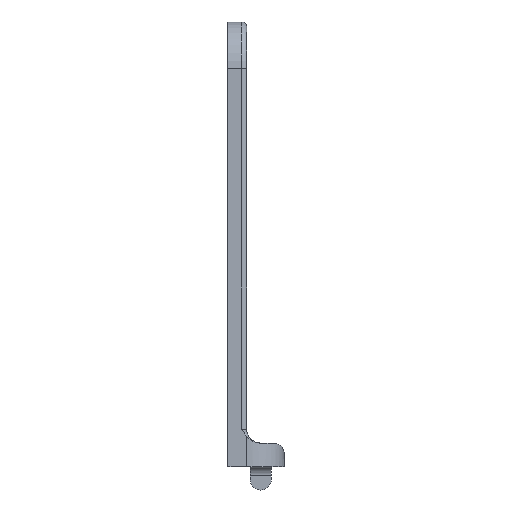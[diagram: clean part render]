
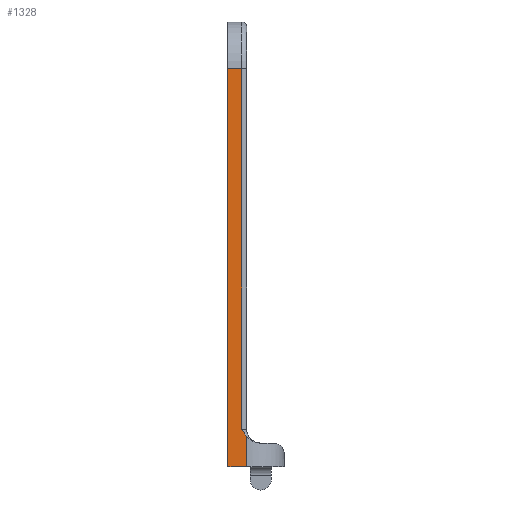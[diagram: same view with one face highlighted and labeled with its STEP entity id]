
A CAD part, left-side view. The second image highlights one B-rep face of the part: STEP entity #1328.
In plain terms, the highlighted planar face has unit normal (-1, 0, 0).
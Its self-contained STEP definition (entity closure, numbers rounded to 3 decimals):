
#35=PLANE('',#1430);
#70=LINE('',#2068,#177);
#72=LINE('',#2083,#179);
#84=LINE('',#2118,#191);
#85=LINE('',#2120,#192);
#86=LINE('',#2121,#193);
#177=VECTOR('',#1609,10.);
#179=VECTOR('',#1617,10.);
#191=VECTOR('',#1635,10.);
#192=VECTOR('',#1636,10.);
#193=VECTOR('',#1637,10.);
#320=FACE_OUTER_BOUND('',#398,.T.);
#398=EDGE_LOOP('',(#956,#957,#958,#959,#960,#961));
#556=B_SPLINE_CURVE_WITH_KNOTS('',3,(#2111,#2112,#2113,#2114,#2115,#2116),
 .UNSPECIFIED.,.F.,.F.,(4,2,4),(0.,0.14,0.171),
 .UNSPECIFIED.);
#587=VERTEX_POINT('',#2056);
#588=VERTEX_POINT('',#2067);
#592=VERTEX_POINT('',#2082);
#605=VERTEX_POINT('',#2110);
#606=VERTEX_POINT('',#2117);
#607=VERTEX_POINT('',#2119);
#723=EDGE_CURVE('',#587,#588,#70,.T.);
#728=EDGE_CURVE('',#588,#592,#72,.T.);
#742=EDGE_CURVE('',#605,#587,#556,.T.);
#743=EDGE_CURVE('',#606,#605,#84,.T.);
#744=EDGE_CURVE('',#607,#606,#85,.T.);
#745=EDGE_CURVE('',#592,#607,#86,.T.);
#956=ORIENTED_EDGE('',*,*,#723,.F.);
#957=ORIENTED_EDGE('',*,*,#742,.F.);
#958=ORIENTED_EDGE('',*,*,#743,.F.);
#959=ORIENTED_EDGE('',*,*,#744,.F.);
#960=ORIENTED_EDGE('',*,*,#745,.F.);
#961=ORIENTED_EDGE('',*,*,#728,.F.);
#1328=ADVANCED_FACE('',(#320),#35,.T.);
#1430=AXIS2_PLACEMENT_3D('',#2109,#1633,#1634);
#1609=DIRECTION('',(0.,0.,-1.));
#1617=DIRECTION('',(0.,1.,0.));
#1633=DIRECTION('center_axis',(-1.,0.,0.));
#1634=DIRECTION('ref_axis',(0.,0.,1.));
#1635=DIRECTION('',(0.,0.,-1.));
#1636=DIRECTION('',(0.,-1.,0.));
#1637=DIRECTION('',(0.,0.,1.));
#2056=CARTESIAN_POINT('',(-12.,0.,-22.621));
#2067=CARTESIAN_POINT('',(-12.,0.,-29.1));
#2068=CARTESIAN_POINT('',(-12.,0.,-29.1));
#2082=CARTESIAN_POINT('',(-12.,4.,-29.1));
#2083=CARTESIAN_POINT('',(-12.,0.,-29.1));
#2109=CARTESIAN_POINT('Origin',(-12.,0.,-29.1));
#2110=CARTESIAN_POINT('',(-12.,1.,-21.1));
#2111=CARTESIAN_POINT('Ctrl Pts',(-12.,1.,-21.1));
#2112=CARTESIAN_POINT('Ctrl Pts',(-12.,0.766,-21.505));
#2113=CARTESIAN_POINT('Ctrl Pts',(-12.,0.508,-21.952));
#2114=CARTESIAN_POINT('Ctrl Pts',(-12.,0.139,-22.449));
#2115=CARTESIAN_POINT('Ctrl Pts',(-12.,0.071,-22.536));
#2116=CARTESIAN_POINT('Ctrl Pts',(-12.,0.,-22.621));
#2117=CARTESIAN_POINT('',(-12.,1.,55.8));
#2118=CARTESIAN_POINT('',(-12.,1.,-5.375));
#2119=CARTESIAN_POINT('',(-12.,4.,55.8));
#2120=CARTESIAN_POINT('',(-12.,0.,55.8));
#2121=CARTESIAN_POINT('',(-12.,4.,-4.));
